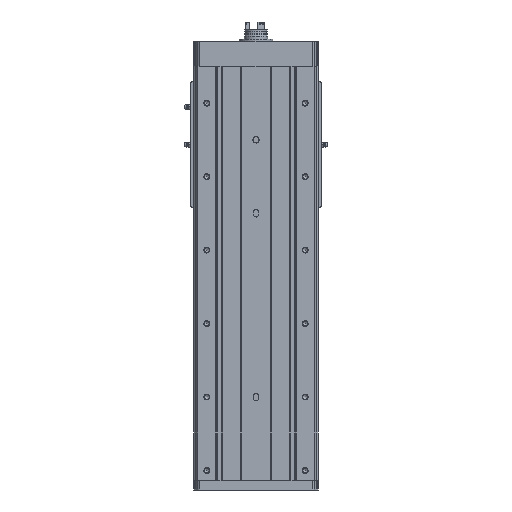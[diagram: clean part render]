
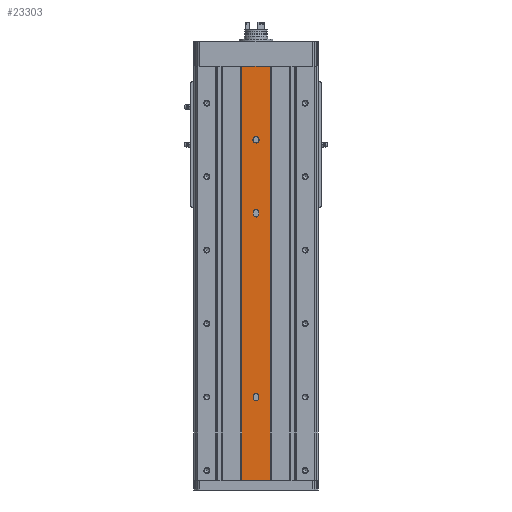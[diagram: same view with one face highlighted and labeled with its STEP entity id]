
A CAD part, front view. The second image highlights one B-rep face of the part: STEP entity #23303.
In plain terms, the highlighted planar face has unit normal (0, -1, 0).
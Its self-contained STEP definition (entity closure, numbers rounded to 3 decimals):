
#250=PLANE('',#24786);
#855=LINE('',#33946,#2249);
#937=LINE('',#34211,#2331);
#1076=LINE('',#34601,#2470);
#1077=LINE('',#34606,#2471);
#1078=LINE('',#34610,#2472);
#1079=LINE('',#34614,#2473);
#1080=LINE('',#34618,#2474);
#1081=LINE('',#34621,#2475);
#2249=VECTOR('',#27433,1000.);
#2331=VECTOR('',#27651,1000.);
#2470=VECTOR('',#28088,1000.);
#2471=VECTOR('',#28093,1000.);
#2472=VECTOR('',#28096,1000.);
#2473=VECTOR('',#28099,1000.);
#2474=VECTOR('',#28102,1000.);
#2475=VECTOR('',#28105,1000.);
#5041=ORIENTED_EDGE('',*,*,#10309,.T.);
#5042=ORIENTED_EDGE('',*,*,#10310,.T.);
#5043=ORIENTED_EDGE('',*,*,#10311,.T.);
#5044=ORIENTED_EDGE('',*,*,#10312,.T.);
#5045=ORIENTED_EDGE('',*,*,#10313,.T.);
#5046=ORIENTED_EDGE('',*,*,#10314,.T.);
#5047=ORIENTED_EDGE('',*,*,#10315,.T.);
#5048=ORIENTED_EDGE('',*,*,#10316,.T.);
#5049=ORIENTED_EDGE('',*,*,#10317,.F.);
#5050=ORIENTED_EDGE('',*,*,#10102,.F.);
#5051=ORIENTED_EDGE('',*,*,#10308,.F.);
#5052=ORIENTED_EDGE('',*,*,#9965,.T.);
#5053=ORIENTED_EDGE('',*,*,#10318,.T.);
#9965=EDGE_CURVE('',#12681,#12680,#855,.T.);
#10102=EDGE_CURVE('',#12795,#12796,#937,.T.);
#10308=EDGE_CURVE('',#12681,#12795,#1076,.T.);
#10309=EDGE_CURVE('',#12898,#12899,#14539,.F.);
#10310=EDGE_CURVE('',#12899,#12900,#1077,.T.);
#10311=EDGE_CURVE('',#12900,#12901,#14540,.F.);
#10312=EDGE_CURVE('',#12901,#12898,#1078,.T.);
#10313=EDGE_CURVE('',#12902,#12903,#14541,.F.);
#10314=EDGE_CURVE('',#12903,#12904,#1079,.T.);
#10315=EDGE_CURVE('',#12904,#12905,#14542,.F.);
#10316=EDGE_CURVE('',#12905,#12902,#1080,.T.);
#10317=EDGE_CURVE('',#12906,#12906,#14543,.T.);
#10318=EDGE_CURVE('',#12680,#12796,#1081,.T.);
#12680=VERTEX_POINT('',#33945);
#12681=VERTEX_POINT('',#33947);
#12795=VERTEX_POINT('',#34210);
#12796=VERTEX_POINT('',#34212);
#12898=VERTEX_POINT('',#34604);
#12899=VERTEX_POINT('',#34605);
#12900=VERTEX_POINT('',#34607);
#12901=VERTEX_POINT('',#34609);
#12902=VERTEX_POINT('',#34612);
#12903=VERTEX_POINT('',#34613);
#12904=VERTEX_POINT('',#34615);
#12905=VERTEX_POINT('',#34617);
#12906=VERTEX_POINT('',#34620);
#14539=CIRCLE('',#24787,4.);
#14540=CIRCLE('',#24788,4.);
#14541=CIRCLE('',#24789,4.);
#14542=CIRCLE('',#24790,4.);
#14543=CIRCLE('',#24791,4.3);
#15669=EDGE_LOOP('',(#5041,#5042,#5043,#5044));
#15670=EDGE_LOOP('',(#5045,#5046,#5047,#5048));
#15671=EDGE_LOOP('',(#5049));
#15672=EDGE_LOOP('',(#5050,#5051,#5052,#5053));
#17185=FACE_BOUND('',#15669,.T.);
#17186=FACE_BOUND('',#15670,.T.);
#17187=FACE_BOUND('',#15671,.T.);
#17188=FACE_BOUND('',#15672,.T.);
#23303=ADVANCED_FACE('',(#17185,#17186,#17187,#17188),#250,.T.);
#24786=AXIS2_PLACEMENT_3D('',#34602,#28089,#28090);
#24787=AXIS2_PLACEMENT_3D('',#34603,#28091,#28092);
#24788=AXIS2_PLACEMENT_3D('',#34608,#28094,#28095);
#24789=AXIS2_PLACEMENT_3D('',#34611,#28097,#28098);
#24790=AXIS2_PLACEMENT_3D('',#34616,#28100,#28101);
#24791=AXIS2_PLACEMENT_3D('',#34619,#28103,#28104);
#27433=DIRECTION('',(1.,0.,0.));
#27651=DIRECTION('',(1.,0.,0.));
#28088=DIRECTION('',(0.,0.,1.));
#28089=DIRECTION('',(0.,-1.,0.));
#28090=DIRECTION('',(0.,0.,-1.));
#28091=DIRECTION('',(0.,-1.,0.));
#28092=DIRECTION('',(0.,0.,-1.));
#28093=DIRECTION('',(0.,0.,1.));
#28094=DIRECTION('',(0.,-1.,0.));
#28095=DIRECTION('',(0.,0.,-1.));
#28096=DIRECTION('',(0.,0.,-1.));
#28097=DIRECTION('',(0.,-1.,0.));
#28098=DIRECTION('',(0.,0.,-1.));
#28099=DIRECTION('',(0.,0.,1.));
#28100=DIRECTION('',(0.,-1.,0.));
#28101=DIRECTION('',(0.,0.,-1.));
#28102=DIRECTION('',(0.,0.,-1.));
#28103=DIRECTION('',(0.,-1.,0.));
#28104=DIRECTION('',(0.,0.,-1.));
#28105=DIRECTION('',(0.,0.,1.));
#33945=CARTESIAN_POINT('',(19.379,0.5,-563.));
#33946=CARTESIAN_POINT('',(-19.379,0.5,-563.));
#33947=CARTESIAN_POINT('',(-19.379,0.5,-563.));
#34210=CARTESIAN_POINT('',(-19.379,0.5,0.));
#34211=CARTESIAN_POINT('',(-19.379,0.5,0.));
#34212=CARTESIAN_POINT('',(19.379,0.5,0.));
#34601=CARTESIAN_POINT('',(-19.379,0.5,-563.));
#34602=CARTESIAN_POINT('',(-19.379,0.5,-563.));
#34603=CARTESIAN_POINT('',(0.,0.5,-451.));
#34604=CARTESIAN_POINT('',(4.,0.5,-451.));
#34605=CARTESIAN_POINT('',(-4.,0.5,-451.));
#34606=CARTESIAN_POINT('',(-4.,0.5,-563.));
#34607=CARTESIAN_POINT('',(-4.,0.5,-449.));
#34608=CARTESIAN_POINT('',(0.,0.5,-449.));
#34609=CARTESIAN_POINT('',(4.,0.5,-449.));
#34610=CARTESIAN_POINT('',(4.,0.5,-563.));
#34611=CARTESIAN_POINT('',(0.,0.5,-201.));
#34612=CARTESIAN_POINT('',(4.,0.5,-201.));
#34613=CARTESIAN_POINT('',(-4.,0.5,-201.));
#34614=CARTESIAN_POINT('',(-4.,0.5,-563.));
#34615=CARTESIAN_POINT('',(-4.,0.5,-199.));
#34616=CARTESIAN_POINT('',(0.,0.5,-199.));
#34617=CARTESIAN_POINT('',(4.,0.5,-199.));
#34618=CARTESIAN_POINT('',(4.,0.5,-563.));
#34619=CARTESIAN_POINT('',(0.,0.5,-100.));
#34620=CARTESIAN_POINT('',(0.,0.5,-104.3));
#34621=CARTESIAN_POINT('',(19.379,0.5,-563.));
